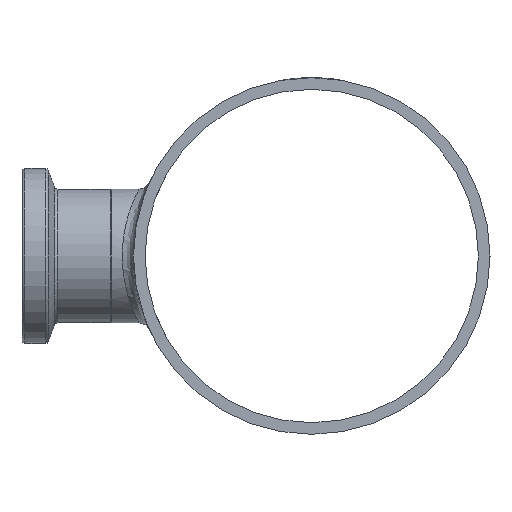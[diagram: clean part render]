
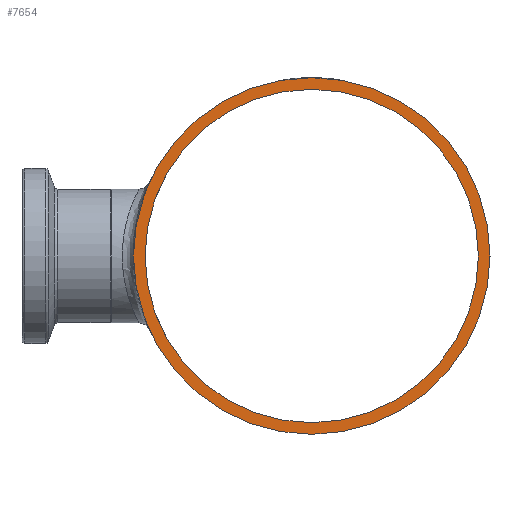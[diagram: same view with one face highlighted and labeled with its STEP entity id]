
A CAD part, left-side view. The second image highlights one B-rep face of the part: STEP entity #7654.
In plain terms, the highlighted planar face has unit normal (-1, 0, 0).
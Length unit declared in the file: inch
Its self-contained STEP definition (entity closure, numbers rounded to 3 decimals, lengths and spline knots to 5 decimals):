
#169=FACE_BOUND('',#1444,.T.);
#170=FACE_BOUND('',#1445,.T.);
#360=PLANE('',#8123);
#1444=EDGE_LOOP('',(#7142));
#1445=EDGE_LOOP('',(#7143));
#2630=CIRCLE('',#8073,1.);
#2651=CIRCLE('',#8120,0.935);
#3751=VERTEX_POINT('',#16580);
#3774=VERTEX_POINT('',#16823);
#4873=EDGE_CURVE('',#3751,#3751,#2630,.T.);
#4897=EDGE_CURVE('',#3774,#3774,#2651,.T.);
#7142=ORIENTED_EDGE('',*,*,#4897,.T.);
#7143=ORIENTED_EDGE('',*,*,#4873,.T.);
#7654=ADVANCED_FACE('',(#169,#170),#360,.F.);
#8073=AXIS2_PLACEMENT_3D('',#16581,#9488,#9489);
#8120=AXIS2_PLACEMENT_3D('',#16824,#9582,#9583);
#8123=AXIS2_PLACEMENT_3D('',#16827,#9588,#9589);
#9488=DIRECTION('center_axis',(-1.,0.,0.));
#9489=DIRECTION('ref_axis',(0.,-1.,0.));
#9582=DIRECTION('center_axis',(1.,0.,0.));
#9583=DIRECTION('ref_axis',(0.,0.,1.));
#9588=DIRECTION('center_axis',(1.,0.,0.));
#9589=DIRECTION('ref_axis',(0.,0.,-1.));
#16580=CARTESIAN_POINT('',(-2.875,1.,0.));
#16581=CARTESIAN_POINT('Origin',(-2.875,0.,0.));
#16823=CARTESIAN_POINT('',(-2.875,0.,-0.935));
#16824=CARTESIAN_POINT('Origin',(-2.875,0.,0.));
#16827=CARTESIAN_POINT('Origin',(-2.875,0.,0.));
